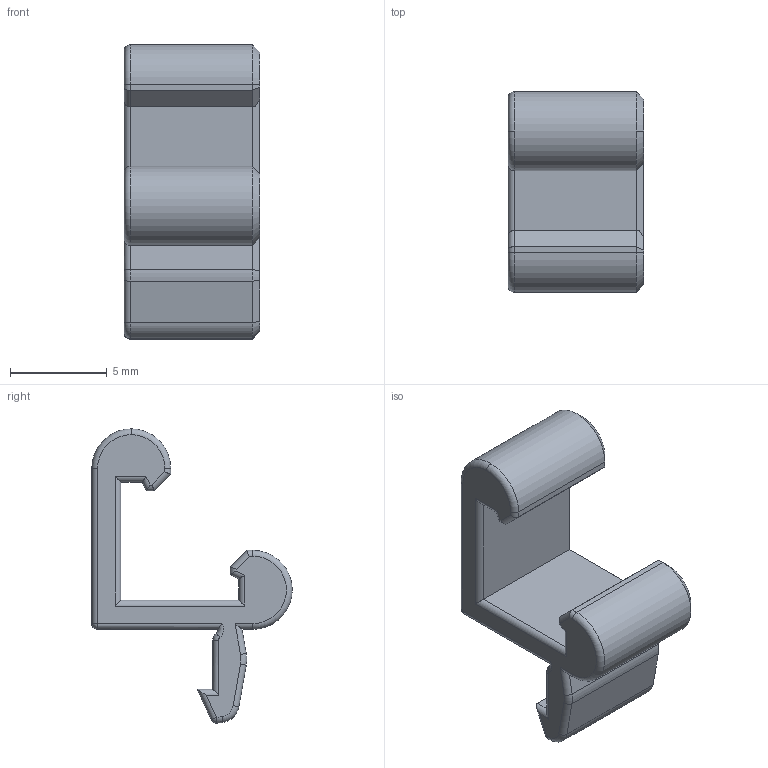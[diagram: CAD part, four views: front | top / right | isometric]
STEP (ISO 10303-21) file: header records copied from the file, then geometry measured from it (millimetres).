
FILE_DESCRIPTION (( 'STEP AP214' ), '1' );
FILE_NAME ('3mm_panel_clip_for_1515_3_5mm_undersized_panel.STEP', '2021-09-23T06:07:56', ( '' ), ( '' ), 'SwSTEP 2.0', 'SolidWorks 2021', '' );
FILE_SCHEMA (( 'AUTOMOTIVE_DESIGN' ));
Length unit declared in the file: millimetre
Products named in the file (1): 3mm_panel_clip_for_1515_3_5mm_undersized_panel
Bounding box: 7 x 10.35 x 15.19 mm (x, y, z)
Volume: 328.8 mm3; surface area: 486.8 mm2
Topology: 1 solids, 1 shells, 88 faces, 208 edges, 120 vertices
Faces by surface type: plane 40, cylinder 30, torus 8, cone 8, sphere 2
Entity records: 2487 total; most frequent: CARTESIAN_POINT 485, DIRECTION 412, ORIENTED_EDGE 412, EDGE_CURVE 206, AXIS2_PLACEMENT_3D 139, VECTOR 134, LINE 134, VERTEX_POINT 120
